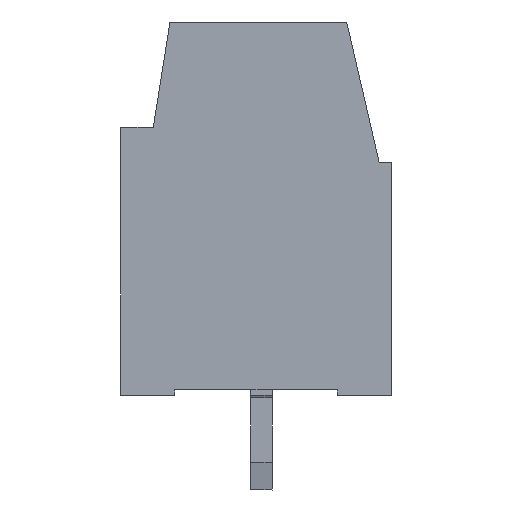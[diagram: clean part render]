
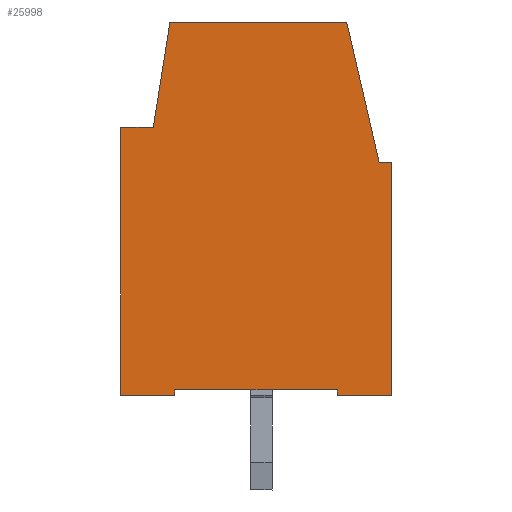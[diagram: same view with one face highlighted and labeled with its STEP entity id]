
A CAD part, left-side view. The second image highlights one B-rep face of the part: STEP entity #25998.
In plain terms, the highlighted planar face has unit normal (-1, 0, 0).
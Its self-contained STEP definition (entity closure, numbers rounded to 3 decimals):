
#25906=AXIS2_PLACEMENT_3D('Plane Axis2P3D',#25903,#25904,#25905) ;
#25514=CARTESIAN_POINT('Vertex',(0.,0.,12.101)) ;
#25517=CARTESIAN_POINT('Line Origine',(0.,0.,7.8)) ;
#25521=CARTESIAN_POINT('Vertex',(0.,0.,3.5)) ;
#25887=CARTESIAN_POINT('Vertex',(0.,0.445,12.1)) ;
#25890=CARTESIAN_POINT('Line Origine',(0.,0.223,12.1)) ;
#25903=CARTESIAN_POINT('Axis2P3D Location',(0.,3.449,14.)) ;
#25908=CARTESIAN_POINT('Line Origine',(0.,1.027,14.623)) ;
#25912=CARTESIAN_POINT('Vertex',(0.,1.609,17.145)) ;
#25915=CARTESIAN_POINT('Line Origine',(0.,1.627,17.223)) ;
#25919=CARTESIAN_POINT('Vertex',(0.,1.645,17.3)) ;
#25922=CARTESIAN_POINT('Line Origine',(0.,4.913,17.3)) ;
#25926=CARTESIAN_POINT('Vertex',(0.,8.181,17.301)) ;
#25929=CARTESIAN_POINT('Line Origine',(0.,8.49,15.351)) ;
#25933=CARTESIAN_POINT('Vertex',(0.,8.799,13.401)) ;
#25936=CARTESIAN_POINT('Line Origine',(0.,9.399,13.401)) ;
#25940=CARTESIAN_POINT('Vertex',(0.,9.999,13.401)) ;
#25943=CARTESIAN_POINT('Line Origine',(0.,10.,8.451)) ;
#25947=CARTESIAN_POINT('Vertex',(0.,10.,3.501)) ;
#25950=CARTESIAN_POINT('Line Origine',(0.,9.,3.501)) ;
#25954=CARTESIAN_POINT('Vertex',(0.,8.,3.501)) ;
#25957=CARTESIAN_POINT('Line Origine',(0.,8.,3.601)) ;
#25961=CARTESIAN_POINT('Vertex',(0.,8.,3.701)) ;
#25964=CARTESIAN_POINT('Line Origine',(0.,5.,3.7)) ;
#25968=CARTESIAN_POINT('Vertex',(0.,2.,3.7)) ;
#25971=CARTESIAN_POINT('Line Origine',(0.,2.,3.6)) ;
#25975=CARTESIAN_POINT('Vertex',(0.,2.,3.5)) ;
#25978=CARTESIAN_POINT('Line Origine',(0.,1.,3.5)) ;
#25518=DIRECTION('Vector Direction',(0.,0.,1.)) ;
#25891=DIRECTION('Vector Direction',(0.,-1.,0.001)) ;
#25904=DIRECTION('Axis2P3D Direction',(1.,0.,0.)) ;
#25905=DIRECTION('Axis2P3D XDirection',(0.,1.,0.)) ;
#25909=DIRECTION('Vector Direction',(0.,0.225,0.974)) ;
#25916=DIRECTION('Vector Direction',(0.,0.225,0.974)) ;
#25923=DIRECTION('Vector Direction',(0.,-1.,0.)) ;
#25930=DIRECTION('Vector Direction',(0.,0.157,-0.988)) ;
#25937=DIRECTION('Vector Direction',(0.,-1.,0.)) ;
#25944=DIRECTION('Vector Direction',(0.,0.,-1.)) ;
#25951=DIRECTION('Vector Direction',(0.,-1.,0.)) ;
#25958=DIRECTION('Vector Direction',(0.,0.,1.)) ;
#25965=DIRECTION('Vector Direction',(0.,-1.,0.)) ;
#25972=DIRECTION('Vector Direction',(0.,0.,-1.)) ;
#25979=DIRECTION('Vector Direction',(0.,-1.,0.)) ;
#25519=VECTOR('Line Direction',#25518,1.) ;
#25892=VECTOR('Line Direction',#25891,1.) ;
#25910=VECTOR('Line Direction',#25909,1.) ;
#25917=VECTOR('Line Direction',#25916,1.) ;
#25924=VECTOR('Line Direction',#25923,1.) ;
#25931=VECTOR('Line Direction',#25930,1.) ;
#25938=VECTOR('Line Direction',#25937,1.) ;
#25945=VECTOR('Line Direction',#25944,1.) ;
#25952=VECTOR('Line Direction',#25951,1.) ;
#25959=VECTOR('Line Direction',#25958,1.) ;
#25966=VECTOR('Line Direction',#25965,1.) ;
#25973=VECTOR('Line Direction',#25972,1.) ;
#25980=VECTOR('Line Direction',#25979,1.) ;
#25984=ORIENTED_EDGE('',*,*,#25523,.T.) ;
#25985=ORIENTED_EDGE('',*,*,#25894,.F.) ;
#25986=ORIENTED_EDGE('',*,*,#25914,.T.) ;
#25987=ORIENTED_EDGE('',*,*,#25921,.T.) ;
#25988=ORIENTED_EDGE('',*,*,#25928,.F.) ;
#25989=ORIENTED_EDGE('',*,*,#25935,.T.) ;
#25990=ORIENTED_EDGE('',*,*,#25942,.F.) ;
#25991=ORIENTED_EDGE('',*,*,#25949,.T.) ;
#25992=ORIENTED_EDGE('',*,*,#25956,.T.) ;
#25993=ORIENTED_EDGE('',*,*,#25963,.T.) ;
#25994=ORIENTED_EDGE('',*,*,#25970,.T.) ;
#25995=ORIENTED_EDGE('',*,*,#25977,.T.) ;
#25996=ORIENTED_EDGE('',*,*,#25982,.T.) ;
#25998=ADVANCED_FACE('COVER',(#25997),#25907,.F.) ;
#25523=EDGE_CURVE('',#25522,#25515,#25520,.T.) ;
#25894=EDGE_CURVE('',#25888,#25515,#25893,.T.) ;
#25914=EDGE_CURVE('',#25888,#25913,#25911,.T.) ;
#25921=EDGE_CURVE('',#25913,#25920,#25918,.T.) ;
#25928=EDGE_CURVE('',#25927,#25920,#25925,.T.) ;
#25935=EDGE_CURVE('',#25927,#25934,#25932,.T.) ;
#25942=EDGE_CURVE('',#25941,#25934,#25939,.T.) ;
#25949=EDGE_CURVE('',#25941,#25948,#25946,.T.) ;
#25956=EDGE_CURVE('',#25948,#25955,#25953,.T.) ;
#25963=EDGE_CURVE('',#25955,#25962,#25960,.T.) ;
#25970=EDGE_CURVE('',#25962,#25969,#25967,.T.) ;
#25977=EDGE_CURVE('',#25969,#25976,#25974,.T.) ;
#25982=EDGE_CURVE('',#25976,#25522,#25981,.T.) ;
#25983=EDGE_LOOP('',(#25984,#25985,#25986,#25987,#25988,#25989,#25990,#25991,#25992,#25993,#25994,#25995,#25996)) ;
#25997=FACE_OUTER_BOUND('',#25983,.T.) ;
#25520=LINE('Line',#25517,#25519) ;
#25893=LINE('Line',#25890,#25892) ;
#25911=LINE('Line',#25908,#25910) ;
#25918=LINE('Line',#25915,#25917) ;
#25925=LINE('Line',#25922,#25924) ;
#25932=LINE('Line',#25929,#25931) ;
#25939=LINE('Line',#25936,#25938) ;
#25946=LINE('Line',#25943,#25945) ;
#25953=LINE('Line',#25950,#25952) ;
#25960=LINE('Line',#25957,#25959) ;
#25967=LINE('Line',#25964,#25966) ;
#25974=LINE('Line',#25971,#25973) ;
#25981=LINE('Line',#25978,#25980) ;
#25907=PLANE('',#25906) ;
#25515=VERTEX_POINT('',#25514) ;
#25522=VERTEX_POINT('',#25521) ;
#25888=VERTEX_POINT('',#25887) ;
#25913=VERTEX_POINT('',#25912) ;
#25920=VERTEX_POINT('',#25919) ;
#25927=VERTEX_POINT('',#25926) ;
#25934=VERTEX_POINT('',#25933) ;
#25941=VERTEX_POINT('',#25940) ;
#25948=VERTEX_POINT('',#25947) ;
#25955=VERTEX_POINT('',#25954) ;
#25962=VERTEX_POINT('',#25961) ;
#25969=VERTEX_POINT('',#25968) ;
#25976=VERTEX_POINT('',#25975) ;
